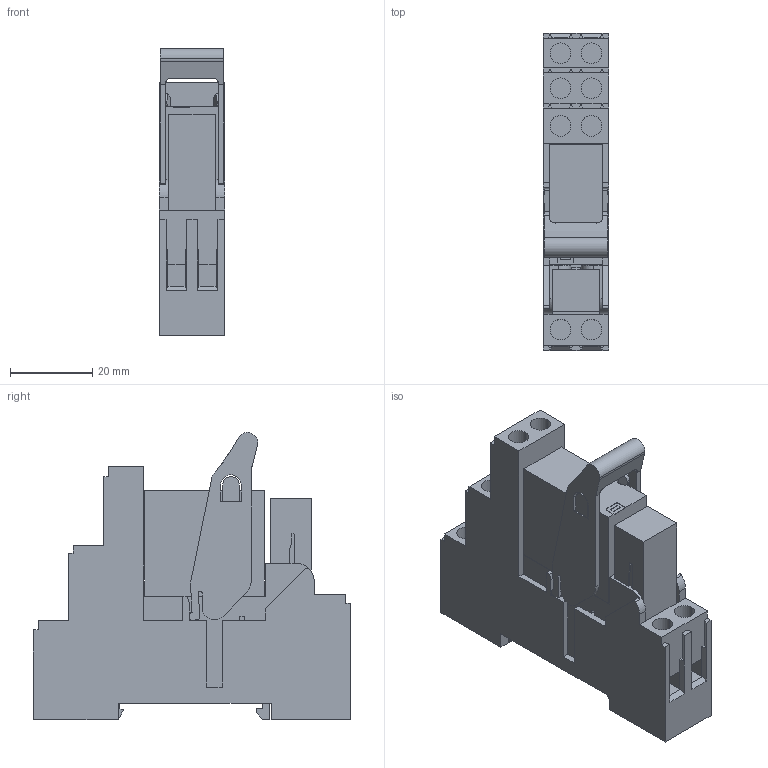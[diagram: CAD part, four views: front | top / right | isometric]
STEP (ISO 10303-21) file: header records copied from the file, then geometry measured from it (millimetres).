
FILE_DESCRIPTION(('CATIA V5R24 STEP','CAx-IF Rec.Pracs.--- Model Styling and Organization---1.2---2011-12-15'),'2;1');
FILE_NAME ('7619612_7', '2018-02-06T12:09:11+00:00', ('Weidmueller Interface'), ('Weidmueller'), 'CATIA Version 5-6 Release 2014 SP4', 'CATIA V5 STEP AP214', 'none');
FILE_SCHEMA(('AUTOMOTIVE_DESIGN { 1 0 10303 214 1 1 1 1 }'));
Length unit declared in the file: millimetre
Products named in the file (1): S3D_RCIKIT_230VAC_2CO_LD_V
Bounding box: 15.8 x 77 x 69.74 mm (x, y, z)
Volume: 50232.7 mm3; surface area: 20437.9 mm2
Topology: 13 solids, 13 shells, 515 faces, 1461 edges, 992 vertices
Faces by surface type: plane 437, cylinder 78
Entity records: 16562 total; most frequent: CARTESIAN_POINT 3235, ORIENTED_EDGE 2922, DIRECTION 2136, EDGE_CURVE 1461, VECTOR 1265, LINE 1265, VERTEX_POINT 992, EDGE_LOOP 545
